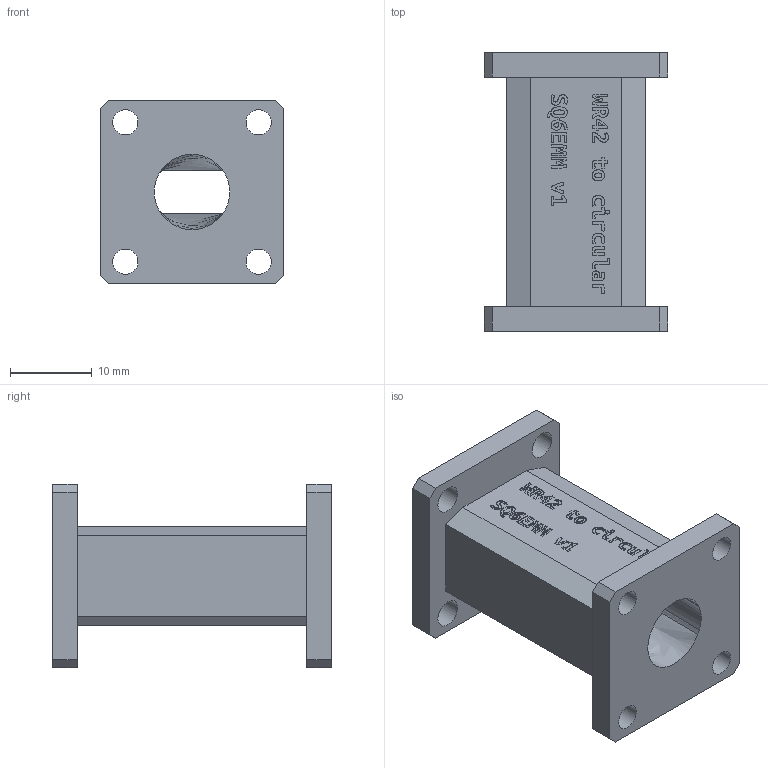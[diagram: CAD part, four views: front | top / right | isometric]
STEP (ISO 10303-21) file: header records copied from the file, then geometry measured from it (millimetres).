
FILE_DESCRIPTION(('FreeCAD Model'),'2;1');
FILE_NAME('Open CASCADE Shape Model','2024-03-13T14:22:20',('Author'),( ''),'Open CASCADE STEP processor 7.6','FreeCAD','Unknown');
FILE_SCHEMA(('AUTOMOTIVE_DESIGN { 1 0 10303 214 1 1 1 1 }'));
Length unit declared in the file: millimetre
Products named in the file (1): Body
Bounding box: 22.4 x 34 x 22.4 mm (x, y, z)
Volume: 6244.4 mm3; surface area: 4660.5 mm2
Topology: 1 solids, 1 shells, 597 faces, 1692 edges, 1128 vertices
Faces by surface type: extrusion 403, plane 177, bspline 9, cylinder 8
Full cylindrical faces by diameter (mm): 3.07 x4, 3.4 x4
Entity records: 21119 total; most frequent: CARTESIAN_POINT 7161, ORIENTED_EDGE 3384, EDGE_CURVE 1692, DIRECTION 1681, VECTOR 1251, B_SPLINE_CURVE_WITH_KNOTS 1218, VERTEX_POINT 1128, LINE 848
